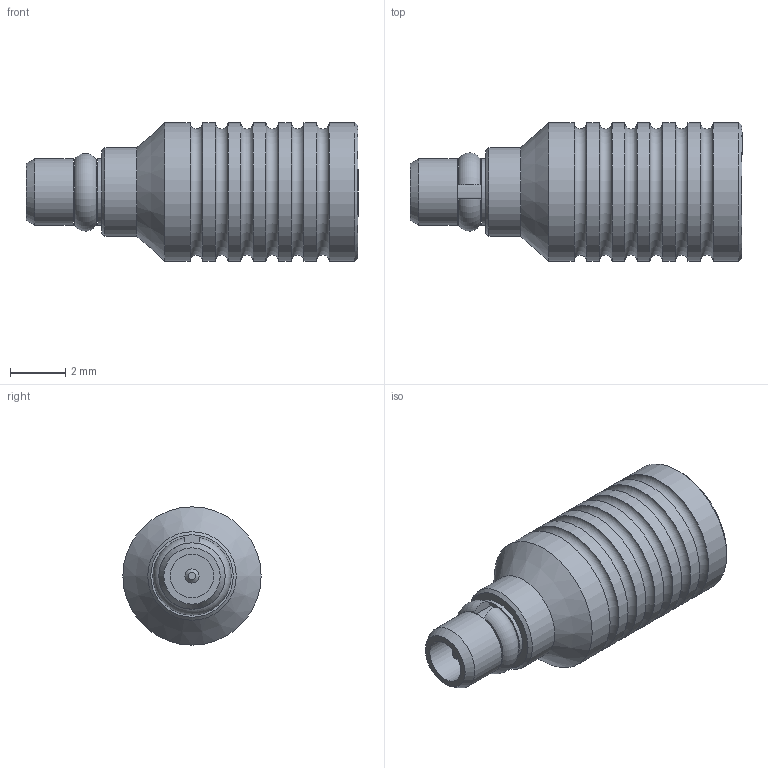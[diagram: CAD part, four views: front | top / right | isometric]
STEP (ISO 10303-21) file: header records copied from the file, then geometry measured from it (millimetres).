
FILE_DESCRIPTION (( 'STEP AP203' ), '1' );
FILE_NAME ('PE6199_3D.step', '2021-07-26T17:17:32', ( '' ), ( '' ), 'SwSTEP 2.0', 'SolidWorks 2021', '' );
FILE_SCHEMA (( 'CONFIG_CONTROL_DESIGN' ));
Length unit declared in the file: inch
Products named in the file (1): PE6199_3D
Bounding box: 12 x 5 x 5 mm (x, y, z)
Volume: 162.6 mm3; surface area: 226.4 mm2
Topology: 1 solids, 1 shells, 40 faces, 77 edges, 46 vertices
Faces by surface type: cylinder 15, plane 13, torus 7, cone 5
Full cylindrical faces by diameter (mm): 0.508 x1, 1.575 x1, 2.146 x1, 2.4 x2, 3.2 x1, 3.608 x1, 3.76 x1, 5 x7
Entity records: 931 total; most frequent: DIRECTION 164, CARTESIAN_POINT 145, ORIENTED_EDGE 92, AXIS2_PLACEMENT_3D 79, EDGE_LOOP 74, FACE_OUTER_BOUND 61, EDGE_CURVE 46, VERTEX_POINT 42
